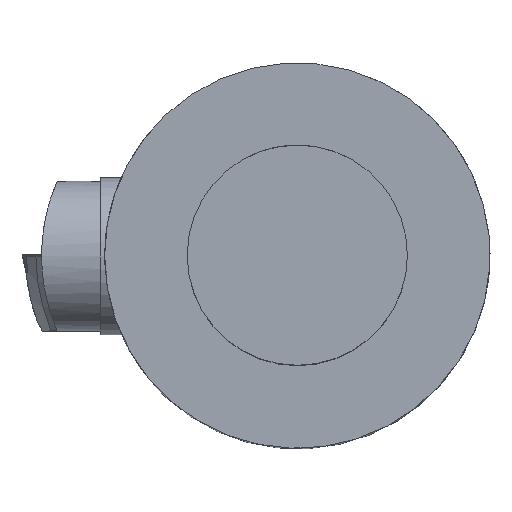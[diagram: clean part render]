
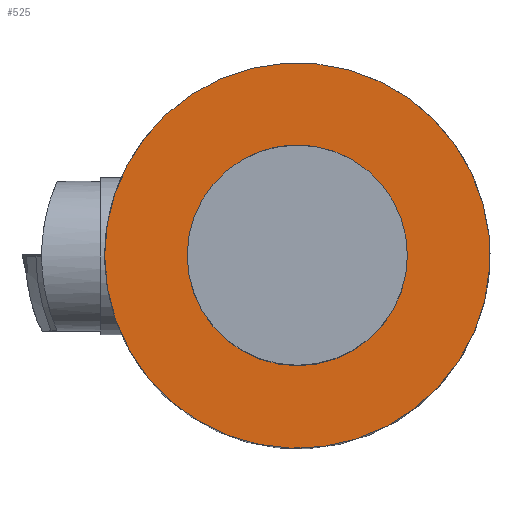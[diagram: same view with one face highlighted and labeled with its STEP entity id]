
A CAD part, top view. The second image highlights one B-rep face of the part: STEP entity #525.
In plain terms, the highlighted planar face has unit normal (0, 0, 1).
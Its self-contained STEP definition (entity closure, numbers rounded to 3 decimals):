
#515=EDGE_CURVE('240[2]',#1122,#1122,#1123,.T.);
#525=ADVANCED_FACE('240[2]',(#1134,#1135),#1136,.F.);
#704=EDGE_CURVE('240[2]',#1359,#1359,#1360,.T.);
#1122=VERTEX_POINT('',#2154);
#1123=CIRCLE('',#2155,24.5);
#1134=FACE_OUTER_BOUND('',#2172,.T.);
#1135=FACE_BOUND('',#2173,.T.);
#1136=PLANE('',#2174);
#1359=VERTEX_POINT('',#2711);
#1360=CIRCLE('',#2712,14.0);
#2154=CARTESIAN_POINT('',(-24.5,0.,0.));
#2155=AXIS2_PLACEMENT_3D('',#3132,#3133,#3134);
#2172=EDGE_LOOP('',(#3149));
#2173=EDGE_LOOP('',(#3150));
#2174=AXIS2_PLACEMENT_3D('',#3151,#3152,#3153);
#2711=CARTESIAN_POINT('',(14.0,0.0,0.0));
#2712=AXIS2_PLACEMENT_3D('',#3443,#3444,#3445);
#3132=CARTESIAN_POINT('',(0.0,0.0,0.));
#3133=DIRECTION('',(0.0,-0.0,-1.0));
#3134=DIRECTION('',(1.0,0.,0.0));
#3149=ORIENTED_EDGE('',*,*,#515,.F.);
#3150=ORIENTED_EDGE('',*,*,#704,.T.);
#3151=CARTESIAN_POINT('',(0.0,0.0,0.));
#3152=DIRECTION('',(0.0,0.0,-1.0));
#3153=DIRECTION('',(0.0,-1.0,0.0));
#3443=CARTESIAN_POINT('',(0.0,0.0,0.));
#3444=DIRECTION('',(0.0,0.0,-1.0));
#3445=DIRECTION('',(1.0,0.0,0.0));
